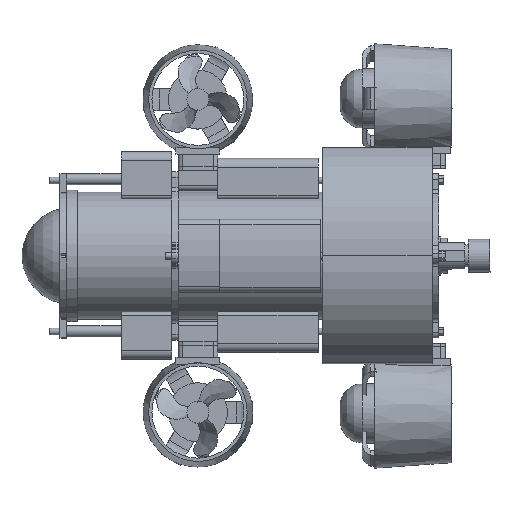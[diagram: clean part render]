
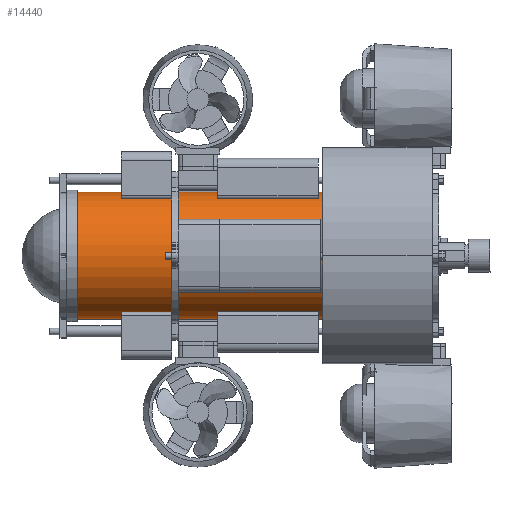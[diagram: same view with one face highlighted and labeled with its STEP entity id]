
A CAD part, top view. The second image highlights one B-rep face of the part: STEP entity #14440.
In plain terms, the highlighted cylindrical face has radius 29 mm (diameter 58 mm), a full revolution.
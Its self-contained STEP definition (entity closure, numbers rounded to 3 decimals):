
#1067=LINE('',#24242,#2249);
#2249=VECTOR('',#19102,29.);
#3059=CYLINDRICAL_SURFACE('',#16048,29.);
#3897=FACE_OUTER_BOUND('',#4850,.T.);
#4850=EDGE_LOOP('',(#11583,#11584,#11585,#11586));
#5811=CIRCLE('',#16049,29.);
#5812=CIRCLE('',#16050,29.);
#6844=VERTEX_POINT('',#24239);
#6845=VERTEX_POINT('',#24241);
#8536=EDGE_CURVE('',#6844,#6844,#5811,.T.);
#8537=EDGE_CURVE('',#6844,#6845,#1067,.T.);
#8538=EDGE_CURVE('',#6845,#6845,#5812,.T.);
#11583=ORIENTED_EDGE('',*,*,#8536,.F.);
#11584=ORIENTED_EDGE('',*,*,#8537,.T.);
#11585=ORIENTED_EDGE('',*,*,#8538,.T.);
#11586=ORIENTED_EDGE('',*,*,#8537,.F.);
#14440=ADVANCED_FACE('',(#3897),#3059,.T.);
#16048=AXIS2_PLACEMENT_3D('',#24238,#19098,#19099);
#16049=AXIS2_PLACEMENT_3D('',#24240,#19100,#19101);
#16050=AXIS2_PLACEMENT_3D('',#24243,#19103,#19104);
#19098=DIRECTION('center_axis',(1.,0.,0.));
#19099=DIRECTION('ref_axis',(0.,1.,0.));
#19100=DIRECTION('center_axis',(1.,0.,0.));
#19101=DIRECTION('ref_axis',(0.,1.,0.));
#19102=DIRECTION('',(-1.,0.,0.));
#19103=DIRECTION('center_axis',(1.,0.,0.));
#19104=DIRECTION('ref_axis',(0.,1.,0.));
#24238=CARTESIAN_POINT('Origin',(0.,0.,0.));
#24239=CARTESIAN_POINT('',(160.,-29.,0.));
#24240=CARTESIAN_POINT('Origin',(160.,0.,0.));
#24241=CARTESIAN_POINT('',(0.,-29.,0.));
#24242=CARTESIAN_POINT('',(0.,-29.,0.));
#24243=CARTESIAN_POINT('Origin',(0.,0.,0.));
